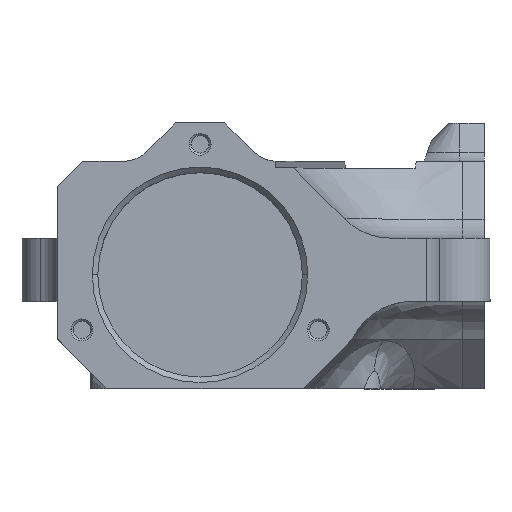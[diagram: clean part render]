
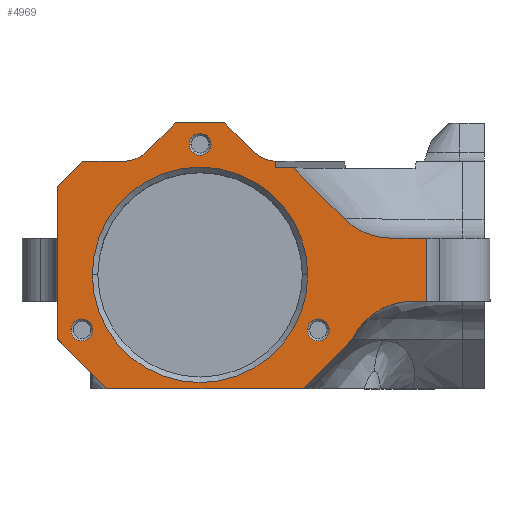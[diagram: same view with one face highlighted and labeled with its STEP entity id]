
A CAD part, top view. The second image highlights one B-rep face of the part: STEP entity #4969.
In plain terms, the highlighted planar face has unit normal (0, 0, 1).
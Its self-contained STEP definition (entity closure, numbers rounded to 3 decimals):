
#141=DIRECTION('',(1.,0.,0.));
#142=VECTOR('',#141,17.9);
#143=CARTESIAN_POINT('',(-14.95,-10.35,19.45));
#144=LINE('',#143,#142);
#842=CARTESIAN_POINT('',(-6.45,0.,19.45));
#843=DIRECTION('',(0.,0.,-1.));
#844=DIRECTION('',(1.,0.,0.));
#845=AXIS2_PLACEMENT_3D('',#842,#843,#844);
#850=CARTESIAN_POINT('',(-6.45,0.,19.45));
#851=DIRECTION('',(0.,0.,-1.));
#852=DIRECTION('',(-1.,0.,0.));
#853=AXIS2_PLACEMENT_3D('',#850,#851,#852);
#858=CARTESIAN_POINT('',(-17.235,-5.029,19.45));
#859=DIRECTION('',(0.,0.,-1.));
#860=DIRECTION('',(1.,0.,0.));
#861=AXIS2_PLACEMENT_3D('',#858,#859,#860);
#866=CARTESIAN_POINT('',(-17.235,-5.029,19.45));
#867=DIRECTION('',(0.,0.,-1.));
#868=DIRECTION('',(-1.,0.,0.));
#869=AXIS2_PLACEMENT_3D('',#866,#867,#868);
#874=CARTESIAN_POINT('',(-6.45,11.9,19.45));
#875=DIRECTION('',(0.,0.,-1.));
#876=DIRECTION('',(1.,0.,0.));
#877=AXIS2_PLACEMENT_3D('',#874,#875,#876);
#882=CARTESIAN_POINT('',(-6.45,11.9,19.45));
#883=DIRECTION('',(0.,0.,-1.));
#884=DIRECTION('',(-1.,0.,0.));
#885=AXIS2_PLACEMENT_3D('',#882,#883,#884);
#890=CARTESIAN_POINT('',(4.335,-5.029,19.45));
#891=DIRECTION('',(0.,0.,-1.));
#892=DIRECTION('',(1.,0.,0.));
#893=AXIS2_PLACEMENT_3D('',#890,#891,#892);
#898=CARTESIAN_POINT('',(4.335,-5.029,19.45));
#899=DIRECTION('',(0.,0.,-1.));
#900=DIRECTION('',(-1.,0.,0.));
#901=AXIS2_PLACEMENT_3D('',#898,#899,#900);
#906=DIRECTION('',(1.,0.,0.));
#907=VECTOR('',#906,1.661);
#908=CARTESIAN_POINT('',(0.389,9.75,19.45));
#909=LINE('',#908,#907);
#913=DIRECTION('',(-0.707,0.707,0.));
#914=VECTOR('',#913,6.566);
#915=CARTESIAN_POINT('',(6.693,5.107,19.45));
#916=LINE('',#915,#914);
#920=DIRECTION('',(-1.,0.,0.));
#921=VECTOR('',#920,3.251);
#922=CARTESIAN_POINT('',(14.187,3.35,19.45));
#923=LINE('',#922,#921);
#927=DIRECTION('',(0.,-1.,0.));
#928=VECTOR('',#927,5.77);
#929=CARTESIAN_POINT('',(14.187,3.35,19.45));
#930=LINE('',#929,#928);
#934=DIRECTION('',(-1.,0.,0.));
#935=VECTOR('',#934,1.315);
#936=CARTESIAN_POINT('',(14.187,-2.42,19.45));
#937=LINE('',#936,#935);
#941=DIRECTION('',(0.707,0.707,0.));
#942=VECTOR('',#941,6.364);
#943=CARTESIAN_POINT('',(2.95,-10.35,19.45));
#944=LINE('',#943,#942);
#948=DIRECTION('',(0.707,-0.707,0.));
#949=VECTOR('',#948,6.364);
#950=CARTESIAN_POINT('',(-19.45,-5.85,19.45));
#951=LINE('',#950,#949);
#955=DIRECTION('',(0.,1.,0.));
#956=VECTOR('',#955,13.9);
#957=CARTESIAN_POINT('',(-19.45,-5.85,19.45));
#958=LINE('',#957,#956);
#962=DIRECTION('',(-0.707,-0.707,0.));
#963=VECTOR('',#962,3.253);
#964=CARTESIAN_POINT('',(-17.15,10.35,19.45));
#965=LINE('',#964,#963);
#969=DIRECTION('',(0.,-1.,0.));
#970=VECTOR('',#969,0.604);
#971=CARTESIAN_POINT('',(0.389,10.354,19.45));
#972=LINE('',#971,#970);
#1267=DIRECTION('',(1.,0.,0.));
#1268=VECTOR('',#1267,3.707);
#1269=CARTESIAN_POINT('',(-17.15,10.35,19.45));
#1270=LINE('',#1269,#1268);
#1453=CARTESIAN_POINT('',(0.543,13.35,19.45));
#1454=DIRECTION('',(0.,0.,-1.));
#1455=DIRECTION('',(-0.051,-0.999,0.));
#1456=AXIS2_PLACEMENT_3D('',#1453,#1454,#1455);
#1468=DIRECTION('',(-0.707,0.707,0.));
#1469=VECTOR('',#1468,3.707);
#1470=CARTESIAN_POINT('',(-1.579,11.229,19.45));
#1471=LINE('',#1470,#1469);
#1512=DIRECTION('',(1.,0.,0.));
#1513=VECTOR('',#1512,4.5);
#1514=CARTESIAN_POINT('',(-8.7,13.85,19.45));
#1515=LINE('',#1514,#1513);
#1577=DIRECTION('',(-0.707,-0.707,0.));
#1578=VECTOR('',#1577,3.707);
#1579=CARTESIAN_POINT('',(-8.7,13.85,19.45));
#1580=LINE('',#1579,#1578);
#1592=CARTESIAN_POINT('',(-13.443,13.35,19.45));
#1593=DIRECTION('',(0.,0.,-1.));
#1594=DIRECTION('',(0.707,-0.707,0.));
#1595=AXIS2_PLACEMENT_3D('',#1592,#1593,#1594);
#2949=CARTESIAN_POINT('',(10.935,9.35,19.45));
#2950=DIRECTION('',(0.,0.,-1.));
#2951=DIRECTION('',(0.,-1.,0.));
#2952=AXIS2_PLACEMENT_3D('',#2949,#2950,#2951);
#3281=CARTESIAN_POINT('',(12.872,-8.42,19.45));
#3282=DIRECTION('',(0.,0.,-1.));
#3283=DIRECTION('',(-0.904,0.428,0.));
#3284=AXIS2_PLACEMENT_3D('',#3281,#3282,#3283);
#3765=CARTESIAN_POINT('',(-8.7,13.85,19.45));
#3767=VERTEX_POINT('',#3765);
#3774=CARTESIAN_POINT('',(-4.2,13.85,19.45));
#3775=VERTEX_POINT('',#3774);
#3789=CARTESIAN_POINT('',(-13.443,10.35,19.45));
#3791=VERTEX_POINT('',#3789);
#3793=CARTESIAN_POINT('',(-11.321,11.229,19.45));
#3795=VERTEX_POINT('',#3793);
#3808=CARTESIAN_POINT('',(-1.579,11.229,19.45));
#3809=VERTEX_POINT('',#3808);
#3839=CARTESIAN_POINT('',(2.95,-10.35,19.45));
#3841=VERTEX_POINT('',#3839);
#3850=CARTESIAN_POINT('',(-14.95,-10.35,19.45));
#3851=VERTEX_POINT('',#3850);
#3876=CARTESIAN_POINT('',(-19.45,-5.85,19.45));
#3877=VERTEX_POINT('',#3876);
#3958=CARTESIAN_POINT('',(-17.15,10.35,19.45));
#3959=CARTESIAN_POINT('',(-19.45,8.05,19.45));
#3960=VERTEX_POINT('',#3958);
#3961=VERTEX_POINT('',#3959);
#4014=CARTESIAN_POINT('',(14.187,3.35,19.45));
#4015=CARTESIAN_POINT('',(14.187,-2.42,19.45));
#4016=VERTEX_POINT('',#4014);
#4017=VERTEX_POINT('',#4015);
#4018=CARTESIAN_POINT('',(3.375,0.,19.45));
#4019=CARTESIAN_POINT('',(-16.275,0.,19.45));
#4020=VERTEX_POINT('',#4018);
#4021=VERTEX_POINT('',#4019);
#4058=CARTESIAN_POINT('',(10.935,3.35,19.45));
#4059=VERTEX_POINT('',#4058);
#4062=CARTESIAN_POINT('',(12.872,-2.42,19.45));
#4063=VERTEX_POINT('',#4062);
#4069=CARTESIAN_POINT('',(7.45,-5.85,19.45));
#4071=VERTEX_POINT('',#4069);
#4084=CARTESIAN_POINT('',(6.693,5.107,19.45));
#4085=VERTEX_POINT('',#4084);
#4154=CARTESIAN_POINT('',(-16.235,-5.029,19.45));
#4155=CARTESIAN_POINT('',(-18.235,-5.029,19.45));
#4156=VERTEX_POINT('',#4154);
#4157=VERTEX_POINT('',#4155);
#4162=CARTESIAN_POINT('',(-5.45,11.9,19.45));
#4163=CARTESIAN_POINT('',(-7.45,11.9,19.45));
#4164=VERTEX_POINT('',#4162);
#4165=VERTEX_POINT('',#4163);
#4170=CARTESIAN_POINT('',(5.335,-5.029,19.45));
#4171=CARTESIAN_POINT('',(3.335,-5.029,19.45));
#4172=VERTEX_POINT('',#4170);
#4173=VERTEX_POINT('',#4171);
#4250=CARTESIAN_POINT('',(0.389,9.75,19.45));
#4251=CARTESIAN_POINT('',(2.05,9.75,19.45));
#4252=VERTEX_POINT('',#4250);
#4253=VERTEX_POINT('',#4251);
#4274=CARTESIAN_POINT('',(0.389,10.354,19.45));
#4275=VERTEX_POINT('',#4274);
#4902=CARTESIAN_POINT('',(-19.45,-10.35,19.45));
#4903=DIRECTION('',(0.,0.,1.));
#4904=DIRECTION('',(1.,0.,0.));
#4905=AXIS2_PLACEMENT_3D('',#4902,#4903,#4904);
#4906=PLANE('',#4905);
#4908=ORIENTED_EDGE('',*,*,#4907,.T.);
#4910=ORIENTED_EDGE('',*,*,#4909,.F.);
#4912=ORIENTED_EDGE('',*,*,#4911,.F.);
#4914=ORIENTED_EDGE('',*,*,#4913,.F.);
#4916=ORIENTED_EDGE('',*,*,#4915,.T.);
#4917=ORIENTED_EDGE('',*,*,#4789,.T.);
#4919=ORIENTED_EDGE('',*,*,#4918,.F.);
#4921=ORIENTED_EDGE('',*,*,#4920,.F.);
#4922=ORIENTED_EDGE('',*,*,#4342,.F.);
#4924=ORIENTED_EDGE('',*,*,#4923,.F.);
#4926=ORIENTED_EDGE('',*,*,#4925,.T.);
#4928=ORIENTED_EDGE('',*,*,#4927,.F.);
#4930=ORIENTED_EDGE('',*,*,#4929,.T.);
#4932=ORIENTED_EDGE('',*,*,#4931,.F.);
#4934=ORIENTED_EDGE('',*,*,#4933,.F.);
#4936=ORIENTED_EDGE('',*,*,#4935,.T.);
#4938=ORIENTED_EDGE('',*,*,#4937,.F.);
#4940=ORIENTED_EDGE('',*,*,#4939,.F.);
#4942=ORIENTED_EDGE('',*,*,#4941,.T.);
#4943=EDGE_LOOP('',(#4908,#4910,#4912,#4914,#4916,#4917,#4919,#4921,#4922,#4924,
#4926,#4928,#4930,#4932,#4934,#4936,#4938,#4940,#4942));
#4944=FACE_OUTER_BOUND('',#4943,.F.);
#4946=ORIENTED_EDGE('',*,*,#4945,.F.);
#4948=ORIENTED_EDGE('',*,*,#4947,.F.);
#4949=EDGE_LOOP('',(#4946,#4948));
#4950=FACE_BOUND('',#4949,.F.);
#4952=ORIENTED_EDGE('',*,*,#4951,.F.);
#4954=ORIENTED_EDGE('',*,*,#4953,.F.);
#4955=EDGE_LOOP('',(#4952,#4954));
#4956=FACE_BOUND('',#4955,.F.);
#4958=ORIENTED_EDGE('',*,*,#4957,.F.);
#4960=ORIENTED_EDGE('',*,*,#4959,.F.);
#4961=EDGE_LOOP('',(#4958,#4960));
#4962=FACE_BOUND('',#4961,.F.);
#4964=ORIENTED_EDGE('',*,*,#4963,.F.);
#4966=ORIENTED_EDGE('',*,*,#4965,.F.);
#4967=EDGE_LOOP('',(#4964,#4966));
#4968=FACE_BOUND('',#4967,.F.);
#846=CIRCLE('',#845,9.825);
#854=CIRCLE('',#853,9.825);
#862=CIRCLE('',#861,1.);
#870=CIRCLE('',#869,1.);
#878=CIRCLE('',#877,1.);
#886=CIRCLE('',#885,1.);
#894=CIRCLE('',#893,1.);
#902=CIRCLE('',#901,1.);
#1457=CIRCLE('',#1456,3.);
#1596=CIRCLE('',#1595,3.);
#2953=CIRCLE('',#2952,6.);
#3285=CIRCLE('',#3284,6.);
#4342=EDGE_CURVE('',#3851,#3841,#144,.T.);
#4789=EDGE_CURVE('',#4017,#4063,#937,.T.);
#4907=EDGE_CURVE('',#4252,#4253,#909,.T.);
#4909=EDGE_CURVE('',#4085,#4253,#916,.T.);
#4911=EDGE_CURVE('',#4059,#4085,#2953,.T.);
#4913=EDGE_CURVE('',#4016,#4059,#923,.T.);
#4915=EDGE_CURVE('',#4016,#4017,#930,.T.);
#4918=EDGE_CURVE('',#4071,#4063,#3285,.T.);
#4920=EDGE_CURVE('',#3841,#4071,#944,.T.);
#4923=EDGE_CURVE('',#3877,#3851,#951,.T.);
#4925=EDGE_CURVE('',#3877,#3961,#958,.T.);
#4927=EDGE_CURVE('',#3960,#3961,#965,.T.);
#4929=EDGE_CURVE('',#3960,#3791,#1270,.T.);
#4931=EDGE_CURVE('',#3795,#3791,#1596,.T.);
#4933=EDGE_CURVE('',#3767,#3795,#1580,.T.);
#4935=EDGE_CURVE('',#3767,#3775,#1515,.T.);
#4937=EDGE_CURVE('',#3809,#3775,#1471,.T.);
#4939=EDGE_CURVE('',#4275,#3809,#1457,.T.);
#4941=EDGE_CURVE('',#4275,#4252,#972,.T.);
#4945=EDGE_CURVE('',#4156,#4157,#862,.T.);
#4947=EDGE_CURVE('',#4157,#4156,#870,.T.);
#4951=EDGE_CURVE('',#4164,#4165,#878,.T.);
#4953=EDGE_CURVE('',#4165,#4164,#886,.T.);
#4957=EDGE_CURVE('',#4172,#4173,#894,.T.);
#4959=EDGE_CURVE('',#4173,#4172,#902,.T.);
#4963=EDGE_CURVE('',#4020,#4021,#846,.T.);
#4965=EDGE_CURVE('',#4021,#4020,#854,.T.);
#4969=ADVANCED_FACE('',(#4944,#4950,#4956,#4962,#4968),#4906,.T.);
